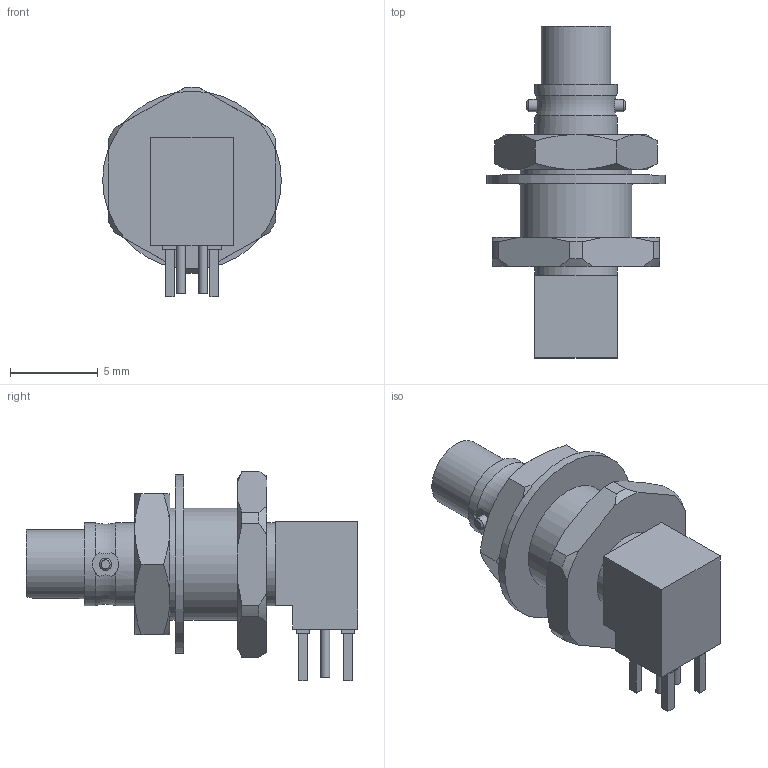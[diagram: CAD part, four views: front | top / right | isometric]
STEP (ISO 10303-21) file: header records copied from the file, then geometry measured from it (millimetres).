
FILE_DESCRIPTION(/* description */ ('STEP AP214'),/* implementation_level */ '2;1');
FILE_NAME(/* name */ 'CJT-T-P-HH-RA-BH1',/* time_stamp */ '2024-01-24T15:48:19+01:00',/* author */ ('License CC BY-ND 4.0'),/* organization */ ('CADENAS'),/* preprocessor_version */ 'ST-DEVELOPER v19.3',/* originating_system */ 'PARTsolutions',/* authorisation */ ' ');
FILE_SCHEMA (('AUTOMOTIVE_DESIGN {1 0 10303 214 3 1 1}'));
Length unit declared in the file: millimetre
Products named in the file (1): CJT-T-P-HH-RA-BH1
Bounding box: 10.15 x 18.86 x 11.93 mm (x, y, z)
Volume: 581.3 mm3; surface area: 785.9 mm2
Topology: 1 solids, 1 shells, 144 faces, 364 edges, 238 vertices
Faces by surface type: plane 81, cylinder 32, cone 27, sphere 2, torus 2
Full cylindrical faces by diameter (mm): 0.38 x2, 0.51 x2, 0.7 x2, 3.15 x1, 3.94 x1, 4.7 x3, 6.35 x2, 8.05 x1, 10.15 x1
Entity records: 4226 total; most frequent: CARTESIAN_POINT 928, ORIENTED_EDGE 668, DIRECTION 648, EDGE_CURVE 334, AXIS2_PLACEMENT_3D 241, VERTEX_POINT 227, EDGE_LOOP 179, FACE_BOUND 179
